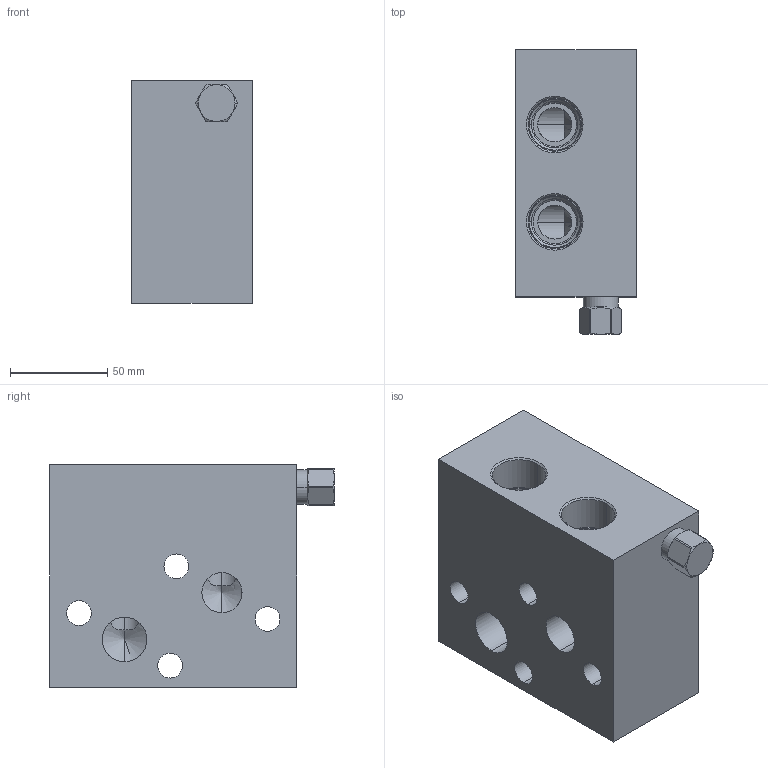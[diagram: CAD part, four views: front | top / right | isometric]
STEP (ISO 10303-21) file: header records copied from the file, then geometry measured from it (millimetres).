
FILE_DESCRIPTION((''),'2;1');
FILE_NAME('U9F_ASM','2021-09-24T',('ProEService'),(''),'PRO/ENGINEER BY PARAMETRIC TECHNOLOGY CORPORATION, 2014200','PRO/ENGINEER BY PARAMETRIC TECHNOLOGY CORPORATION, 2014200','');
FILE_SCHEMA(('CONFIG_CONTROL_DESIGN'));
Length unit declared in the file: inch
Products named in the file (3): 158-590-002; CSAWEXN; U9F_ASM
Assembly tree (2 placements, depth 2):
  U9F_ASM
    158-590-002
    CSAWEXN
Bounding box: 61.93 x 146.2 x 114.3 mm (x, y, z)
Volume: 748514.3 mm3; surface area: 92305.9 mm2
Topology: 4 solids, 4 shells, 242 faces, 856 edges, 766 vertices
Faces by surface type: cylinder 106, cone 68, plane 38, torus 22, revolution 8
Entity records: 10131 total; most frequent: CARTESIAN_POINT 2879, DIRECTION 1586, ORIENTED_EDGE 1088, EDGE_CURVE 544, AXIS2_PLACEMENT_3D 539, VECTOR 500, LINE 500, VERTEX_POINT 331
